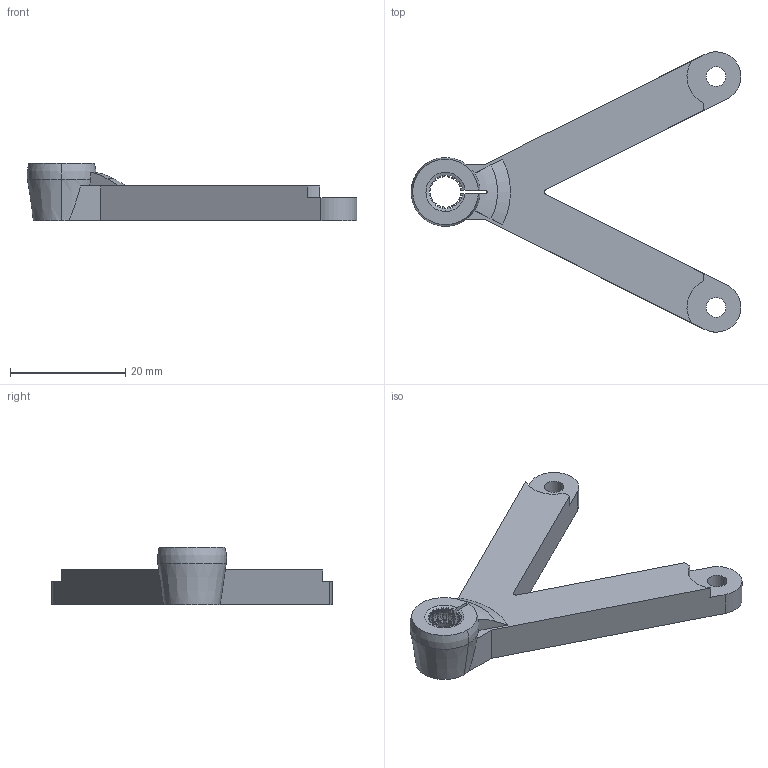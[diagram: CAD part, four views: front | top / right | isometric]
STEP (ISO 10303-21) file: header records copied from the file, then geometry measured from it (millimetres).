
FILE_DESCRIPTION(('FreeCAD Model'),'2;1');
FILE_NAME('Open CASCADE Shape Model','2023-05-26T09:58:57',(''),(''), 'Open CASCADE STEP processor 7.6','FreeCAD','Unknown');
FILE_SCHEMA(('AUTOMOTIVE_DESIGN { 1 0 10303 214 1 1 1 1 }'));
Length unit declared in the file: millimetre
Products named in the file (1): Pocket053032628
Bounding box: 57.16 x 48.58 x 9.91 mm (x, y, z)
Volume: 5117.7 mm3; surface area: 3451.8 mm2
Topology: 1 solids, 1 shells, 157 faces, 486 edges, 329 vertices
Faces by surface type: cylinder 67, plane 58, revolution 21, cone 9, sphere 2
Full cylindrical faces by diameter (mm): 3.4 x2
Entity records: 18266 total; most frequent: CARTESIAN_POINT 9849, DIRECTION 1299, ORIENTED_EDGE 972, PCURVE 972, DEFINITIONAL_REPRESENTATION 972, B_SPLINE_CURVE_WITH_KNOTS 603, EDGE_CURVE 486, SURFACE_CURVE 482
